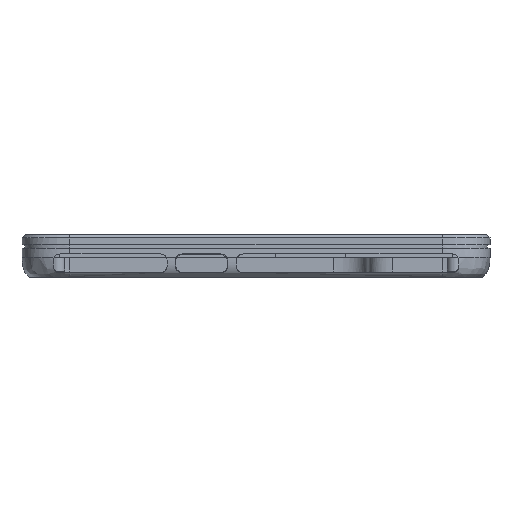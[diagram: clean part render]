
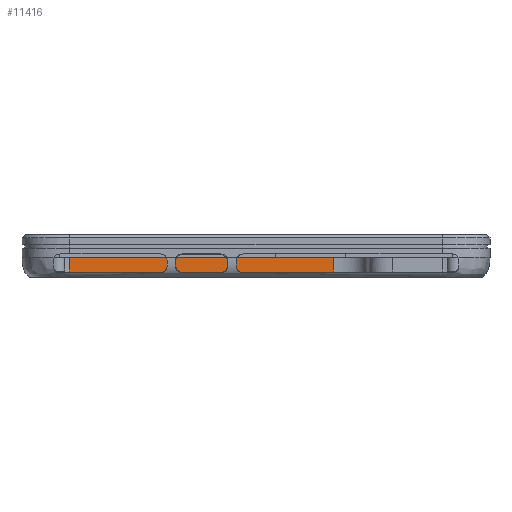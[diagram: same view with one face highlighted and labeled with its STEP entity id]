
A CAD part, left-side view. The second image highlights one B-rep face of the part: STEP entity #11416.
In plain terms, the highlighted planar face has unit normal (-1, 0, 0).
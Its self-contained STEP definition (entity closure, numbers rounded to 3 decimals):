
#425=LINE('',#15563,#1486);
#1158=LINE('',#18401,#2219);
#1330=LINE('',#20797,#2391);
#1331=LINE('',#20799,#2392);
#1486=VECTOR('',#12559,10.);
#2219=VECTOR('',#14760,10.);
#2391=VECTOR('',#15158,10.);
#2392=VECTOR('',#15161,10.);
#3245=FACE_OUTER_BOUND('',#3893,.T.);
#3893=EDGE_LOOP('',(#10064,#10065,#10066,#10067));
#4471=VERTEX_POINT('',#15503);
#4472=VERTEX_POINT('',#15562);
#5235=VERTEX_POINT('',#18341);
#5236=VERTEX_POINT('',#18400);
#5587=EDGE_CURVE('',#4471,#4472,#425,.T.);
#6720=EDGE_CURVE('',#5235,#5236,#1158,.T.);
#7035=EDGE_CURVE('',#4472,#5235,#1330,.T.);
#7036=EDGE_CURVE('',#5236,#4471,#1331,.T.);
#10064=ORIENTED_EDGE('',*,*,#6720,.F.);
#10065=ORIENTED_EDGE('',*,*,#7035,.F.);
#10066=ORIENTED_EDGE('',*,*,#5587,.F.);
#10067=ORIENTED_EDGE('',*,*,#7036,.F.);
#10849=PLANE('',#12392);
#11416=ADVANCED_FACE('',(#3245),#10849,.F.);
#12392=AXIS2_PLACEMENT_3D('',#20798,#15159,#15160);
#12559=DIRECTION('',(0.,-1.,0.));
#14760=DIRECTION('',(0.,1.,0.));
#15158=DIRECTION('',(0.,0.,-1.));
#15159=DIRECTION('center_axis',(1.,0.,0.));
#15160=DIRECTION('ref_axis',(0.,-1.,0.));
#15161=DIRECTION('',(0.,0.,1.));
#15503=CARTESIAN_POINT('',(255.,13.55,0.));
#15562=CARTESIAN_POINT('',(255.,-32.6,0.));
#15563=CARTESIAN_POINT('',(255.,-2.75,0.));
#18341=CARTESIAN_POINT('',(255.,-32.6,-2.95));
#18400=CARTESIAN_POINT('',(255.,13.55,-2.95));
#18401=CARTESIAN_POINT('',(255.,-2.75,-2.95));
#20797=CARTESIAN_POINT('',(255.,-32.6,0.));
#20798=CARTESIAN_POINT('Origin',(255.,13.55,0.));
#20799=CARTESIAN_POINT('',(255.,13.55,0.));
